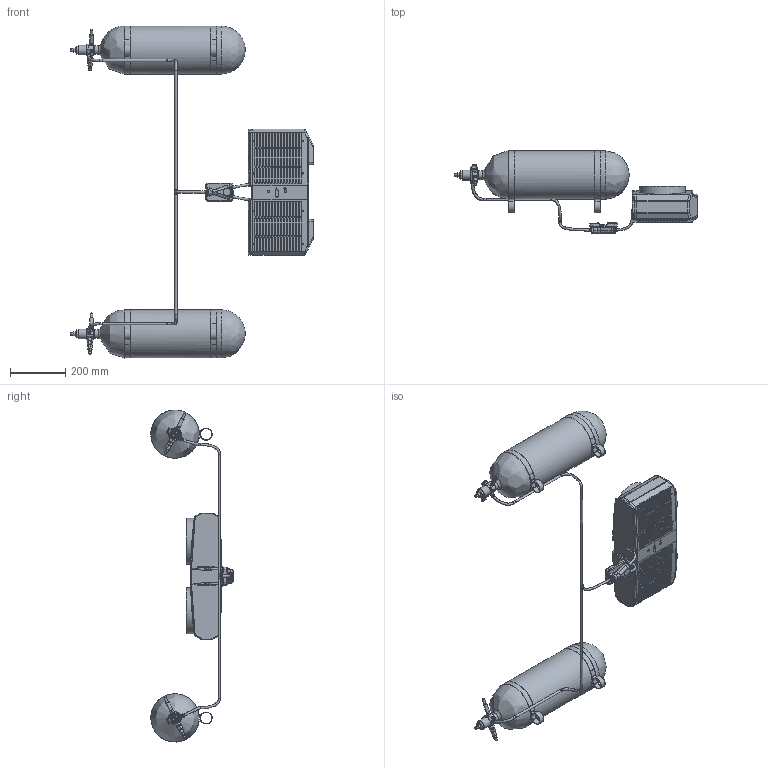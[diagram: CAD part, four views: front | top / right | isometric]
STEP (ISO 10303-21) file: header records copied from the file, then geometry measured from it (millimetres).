
FILE_DESCRIPTION(('FreeCAD Model'),'2;1');
FILE_NAME('Open CASCADE Shape Model','2025-04-26T19:56:38',('FreeCAD'),( 'FreeCAD'),'Open CASCADE STEP processor 7.6','FreeCAD','Unknown');
FILE_SCHEMA(('AUTOMOTIVE_DESIGN { 1 0 10303 214 1 1 1 1 }'));
Products named in the file (1): Open CASCADE STEP translator 7.6 1
Bounding box: 882.82 x 298.67 x 1205.56 mm (x, y, z)
Volume: 32427151.3 mm3; surface area: 4038885.4 mm2
Topology: 51 solids, 51 shells, 1418 faces, 3347 edges, 2148 vertices
Faces by surface type: bspline 1418
Entity records: 48156 total; most frequent: CARTESIAN_POINT 28524, ORIENTED_EDGE 6662, EDGE_CURVE 3331, VERTEX_POINT 2148, B_SPLINE_CURVE_WITH_KNOTS 1998, FACE_BOUND 1577, EDGE_LOOP 1577, ADVANCED_FACE 1418
